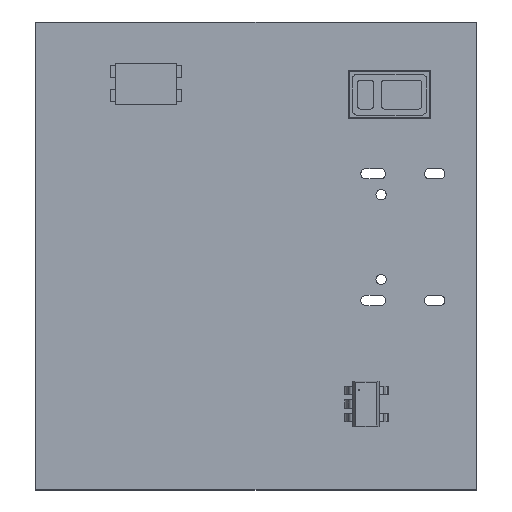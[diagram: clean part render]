
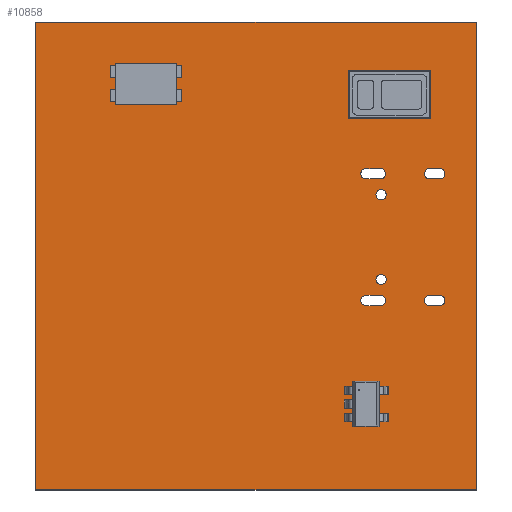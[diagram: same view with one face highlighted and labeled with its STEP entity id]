
A CAD part, top view. The second image highlights one B-rep face of the part: STEP entity #10858.
In plain terms, the highlighted planar face has unit normal (0, 0, 1).
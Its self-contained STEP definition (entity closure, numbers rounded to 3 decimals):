
#10580 = VERTEX_POINT('',#10581);
#10581 = CARTESIAN_POINT('',(155.1,-119.5,1.6));
#10587 = EDGE_CURVE('',#10580,#10588,#10590,.T.);
#10588 = VERTEX_POINT('',#10589);
#10589 = CARTESIAN_POINT('',(125.1,-119.5,1.6));
#10590 = LINE('',#10591,#10592);
#10591 = CARTESIAN_POINT('',(155.1,-119.5,1.6));
#10592 = VECTOR('',#10593,1.);
#10593 = DIRECTION('',(-1.,0.,0.));
#10620 = VERTEX_POINT('',#10621);
#10621 = CARTESIAN_POINT('',(155.1,-87.6,1.6));
#10627 = EDGE_CURVE('',#10620,#10580,#10628,.T.);
#10628 = LINE('',#10629,#10630);
#10629 = CARTESIAN_POINT('',(155.1,-87.6,1.6));
#10630 = VECTOR('',#10631,1.);
#10631 = DIRECTION('',(0.,-1.,0.));
#10649 = EDGE_CURVE('',#10588,#10650,#10652,.T.);
#10650 = VERTEX_POINT('',#10651);
#10651 = CARTESIAN_POINT('',(125.1,-87.6,1.6));
#10652 = LINE('',#10653,#10654);
#10653 = CARTESIAN_POINT('',(125.1,-119.5,1.6));
#10654 = VECTOR('',#10655,1.);
#10655 = DIRECTION('',(0.,1.,0.));
#10858 = ADVANCED_FACE('',(#10859,#10870,#10906,#10917,#10953,#10964,
    #11000),#11036,.T.);
#10859 = FACE_BOUND('',#10860,.T.);
#10860 = EDGE_LOOP('',(#10861,#10862,#10863,#10869));
#10861 = ORIENTED_EDGE('',*,*,#10587,.F.);
#10862 = ORIENTED_EDGE('',*,*,#10627,.F.);
#10863 = ORIENTED_EDGE('',*,*,#10864,.F.);
#10864 = EDGE_CURVE('',#10650,#10620,#10865,.T.);
#10865 = LINE('',#10866,#10867);
#10866 = CARTESIAN_POINT('',(125.1,-87.6,1.6));
#10867 = VECTOR('',#10868,1.);
#10868 = DIRECTION('',(1.,0.,0.));
#10869 = ORIENTED_EDGE('',*,*,#10649,.F.);
#10870 = FACE_BOUND('',#10871,.T.);
#10871 = EDGE_LOOP('',(#10872,#10883,#10891,#10900));
#10872 = ORIENTED_EDGE('',*,*,#10873,.T.);
#10873 = EDGE_CURVE('',#10874,#10876,#10878,.T.);
#10874 = VERTEX_POINT('',#10875);
#10875 = CARTESIAN_POINT('',(148.587,-106.235,1.6));
#10876 = VERTEX_POINT('',#10877);
#10877 = CARTESIAN_POINT('',(148.587,-106.935,1.6));
#10878 = CIRCLE('',#10879,0.35);
#10879 = AXIS2_PLACEMENT_3D('',#10880,#10881,#10882);
#10880 = CARTESIAN_POINT('',(148.587,-106.585,1.6));
#10881 = DIRECTION('',(-0.,0.,-1.));
#10882 = DIRECTION('',(-0.,-1.,0.));
#10883 = ORIENTED_EDGE('',*,*,#10884,.T.);
#10884 = EDGE_CURVE('',#10876,#10885,#10887,.T.);
#10885 = VERTEX_POINT('',#10886);
#10886 = CARTESIAN_POINT('',(147.587,-106.935,1.6));
#10887 = LINE('',#10888,#10889);
#10888 = CARTESIAN_POINT('',(73.794,-106.935,1.6));
#10889 = VECTOR('',#10890,1.);
#10890 = DIRECTION('',(-1.,0.,0.));
#10891 = ORIENTED_EDGE('',*,*,#10892,.T.);
#10892 = EDGE_CURVE('',#10885,#10893,#10895,.T.);
#10893 = VERTEX_POINT('',#10894);
#10894 = CARTESIAN_POINT('',(147.587,-106.235,1.6));
#10895 = CIRCLE('',#10896,0.35);
#10896 = AXIS2_PLACEMENT_3D('',#10897,#10898,#10899);
#10897 = CARTESIAN_POINT('',(147.587,-106.585,1.6));
#10898 = DIRECTION('',(0.,-0.,-1.));
#10899 = DIRECTION('',(0.,1.,-0.));
#10900 = ORIENTED_EDGE('',*,*,#10901,.T.);
#10901 = EDGE_CURVE('',#10893,#10874,#10902,.T.);
#10902 = LINE('',#10903,#10904);
#10903 = CARTESIAN_POINT('',(74.294,-106.235,1.6));
#10904 = VECTOR('',#10905,1.);
#10905 = DIRECTION('',(1.,0.,-0.));
#10906 = FACE_BOUND('',#10907,.T.);
#10907 = EDGE_LOOP('',(#10908));
#10908 = ORIENTED_EDGE('',*,*,#10909,.T.);
#10909 = EDGE_CURVE('',#10910,#10910,#10912,.T.);
#10910 = VERTEX_POINT('',#10911);
#10911 = CARTESIAN_POINT('',(148.627,-105.505,1.6));
#10912 = CIRCLE('',#10913,0.35);
#10913 = AXIS2_PLACEMENT_3D('',#10914,#10915,#10916);
#10914 = CARTESIAN_POINT('',(148.627,-105.155,1.6));
#10915 = DIRECTION('',(-0.,0.,-1.));
#10916 = DIRECTION('',(-0.,-1.,0.));
#10917 = FACE_BOUND('',#10918,.T.);
#10918 = EDGE_LOOP('',(#10919,#10930,#10938,#10947));
#10919 = ORIENTED_EDGE('',*,*,#10920,.T.);
#10920 = EDGE_CURVE('',#10921,#10923,#10925,.T.);
#10921 = VERTEX_POINT('',#10922);
#10922 = CARTESIAN_POINT('',(152.627,-106.235,1.6));
#10923 = VERTEX_POINT('',#10924);
#10924 = CARTESIAN_POINT('',(152.627,-106.935,1.6));
#10925 = CIRCLE('',#10926,0.35);
#10926 = AXIS2_PLACEMENT_3D('',#10927,#10928,#10929);
#10927 = CARTESIAN_POINT('',(152.627,-106.585,1.6));
#10928 = DIRECTION('',(-0.,0.,-1.));
#10929 = DIRECTION('',(-0.,-1.,0.));
#10930 = ORIENTED_EDGE('',*,*,#10931,.T.);
#10931 = EDGE_CURVE('',#10923,#10932,#10934,.T.);
#10932 = VERTEX_POINT('',#10933);
#10933 = CARTESIAN_POINT('',(151.927,-106.935,1.6));
#10934 = LINE('',#10935,#10936);
#10935 = CARTESIAN_POINT('',(75.964,-106.935,1.6));
#10936 = VECTOR('',#10937,1.);
#10937 = DIRECTION('',(-1.,0.,0.));
#10938 = ORIENTED_EDGE('',*,*,#10939,.T.);
#10939 = EDGE_CURVE('',#10932,#10940,#10942,.T.);
#10940 = VERTEX_POINT('',#10941);
#10941 = CARTESIAN_POINT('',(151.927,-106.235,1.6));
#10942 = CIRCLE('',#10943,0.35);
#10943 = AXIS2_PLACEMENT_3D('',#10944,#10945,#10946);
#10944 = CARTESIAN_POINT('',(151.927,-106.585,1.6));
#10945 = DIRECTION('',(-0.,0.,-1.));
#10946 = DIRECTION('',(0.,1.,0.));
#10947 = ORIENTED_EDGE('',*,*,#10948,.T.);
#10948 = EDGE_CURVE('',#10940,#10921,#10949,.T.);
#10949 = LINE('',#10950,#10951);
#10950 = CARTESIAN_POINT('',(76.314,-106.235,1.6));
#10951 = VECTOR('',#10952,1.);
#10952 = DIRECTION('',(1.,0.,-0.));
#10953 = FACE_BOUND('',#10954,.T.);
#10954 = EDGE_LOOP('',(#10955));
#10955 = ORIENTED_EDGE('',*,*,#10956,.T.);
#10956 = EDGE_CURVE('',#10957,#10957,#10959,.T.);
#10957 = VERTEX_POINT('',#10958);
#10958 = CARTESIAN_POINT('',(148.627,-99.725,1.6));
#10959 = CIRCLE('',#10960,0.35);
#10960 = AXIS2_PLACEMENT_3D('',#10961,#10962,#10963);
#10961 = CARTESIAN_POINT('',(148.627,-99.375,1.6));
#10962 = DIRECTION('',(-0.,0.,-1.));
#10963 = DIRECTION('',(-0.,-1.,0.));
#10964 = FACE_BOUND('',#10965,.T.);
#10965 = EDGE_LOOP('',(#10966,#10977,#10985,#10994));
#10966 = ORIENTED_EDGE('',*,*,#10967,.T.);
#10967 = EDGE_CURVE('',#10968,#10970,#10972,.T.);
#10968 = VERTEX_POINT('',#10969);
#10969 = CARTESIAN_POINT('',(148.587,-97.595,1.6));
#10970 = VERTEX_POINT('',#10971);
#10971 = CARTESIAN_POINT('',(148.587,-98.295,1.6));
#10972 = CIRCLE('',#10973,0.35);
#10973 = AXIS2_PLACEMENT_3D('',#10974,#10975,#10976);
#10974 = CARTESIAN_POINT('',(148.587,-97.945,1.6));
#10975 = DIRECTION('',(-0.,0.,-1.));
#10976 = DIRECTION('',(-0.,-1.,0.));
#10977 = ORIENTED_EDGE('',*,*,#10978,.T.);
#10978 = EDGE_CURVE('',#10970,#10979,#10981,.T.);
#10979 = VERTEX_POINT('',#10980);
#10980 = CARTESIAN_POINT('',(147.587,-98.295,1.6));
#10981 = LINE('',#10982,#10983);
#10982 = CARTESIAN_POINT('',(73.794,-98.295,1.6));
#10983 = VECTOR('',#10984,1.);
#10984 = DIRECTION('',(-1.,0.,0.));
#10985 = ORIENTED_EDGE('',*,*,#10986,.T.);
#10986 = EDGE_CURVE('',#10979,#10987,#10989,.T.);
#10987 = VERTEX_POINT('',#10988);
#10988 = CARTESIAN_POINT('',(147.587,-97.595,1.6));
#10989 = CIRCLE('',#10990,0.35);
#10990 = AXIS2_PLACEMENT_3D('',#10991,#10992,#10993);
#10991 = CARTESIAN_POINT('',(147.587,-97.945,1.6));
#10992 = DIRECTION('',(0.,-0.,-1.));
#10993 = DIRECTION('',(0.,1.,-0.));
#10994 = ORIENTED_EDGE('',*,*,#10995,.T.);
#10995 = EDGE_CURVE('',#10987,#10968,#10996,.T.);
#10996 = LINE('',#10997,#10998);
#10997 = CARTESIAN_POINT('',(74.294,-97.595,1.6));
#10998 = VECTOR('',#10999,1.);
#10999 = DIRECTION('',(1.,0.,-0.));
#11000 = FACE_BOUND('',#11001,.T.);
#11001 = EDGE_LOOP('',(#11002,#11013,#11021,#11030));
#11002 = ORIENTED_EDGE('',*,*,#11003,.T.);
#11003 = EDGE_CURVE('',#11004,#11006,#11008,.T.);
#11004 = VERTEX_POINT('',#11005);
#11005 = CARTESIAN_POINT('',(152.627,-97.595,1.6));
#11006 = VERTEX_POINT('',#11007);
#11007 = CARTESIAN_POINT('',(152.627,-98.295,1.6));
#11008 = CIRCLE('',#11009,0.35);
#11009 = AXIS2_PLACEMENT_3D('',#11010,#11011,#11012);
#11010 = CARTESIAN_POINT('',(152.627,-97.945,1.6));
#11011 = DIRECTION('',(-0.,0.,-1.));
#11012 = DIRECTION('',(-0.,-1.,0.));
#11013 = ORIENTED_EDGE('',*,*,#11014,.T.);
#11014 = EDGE_CURVE('',#11006,#11015,#11017,.T.);
#11015 = VERTEX_POINT('',#11016);
#11016 = CARTESIAN_POINT('',(151.927,-98.295,1.6));
#11017 = LINE('',#11018,#11019);
#11018 = CARTESIAN_POINT('',(75.964,-98.295,1.6));
#11019 = VECTOR('',#11020,1.);
#11020 = DIRECTION('',(-1.,0.,0.));
#11021 = ORIENTED_EDGE('',*,*,#11022,.T.);
#11022 = EDGE_CURVE('',#11015,#11023,#11025,.T.);
#11023 = VERTEX_POINT('',#11024);
#11024 = CARTESIAN_POINT('',(151.927,-97.595,1.6));
#11025 = CIRCLE('',#11026,0.35);
#11026 = AXIS2_PLACEMENT_3D('',#11027,#11028,#11029);
#11027 = CARTESIAN_POINT('',(151.927,-97.945,1.6));
#11028 = DIRECTION('',(-0.,0.,-1.));
#11029 = DIRECTION('',(0.,1.,0.));
#11030 = ORIENTED_EDGE('',*,*,#11031,.T.);
#11031 = EDGE_CURVE('',#11023,#11004,#11032,.T.);
#11032 = LINE('',#11033,#11034);
#11033 = CARTESIAN_POINT('',(76.314,-97.595,1.6));
#11034 = VECTOR('',#11035,1.);
#11035 = DIRECTION('',(1.,0.,-0.));
#11036 = PLANE('',#11037);
#11037 = AXIS2_PLACEMENT_3D('',#11038,#11039,#11040);
#11038 = CARTESIAN_POINT('',(0.,0.,1.6));
#11039 = DIRECTION('',(0.,0.,1.));
#11040 = DIRECTION('',(1.,0.,-0.));
